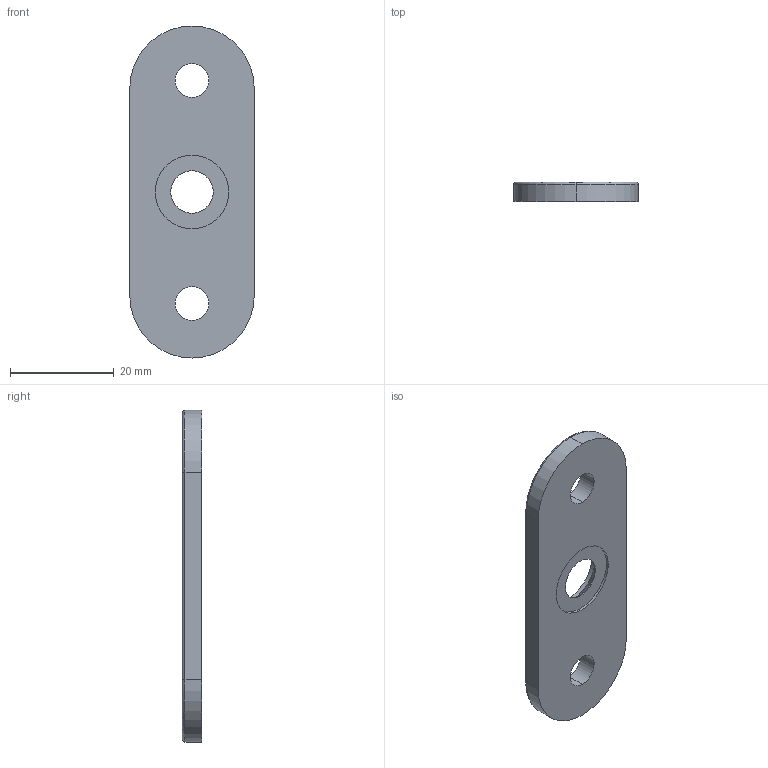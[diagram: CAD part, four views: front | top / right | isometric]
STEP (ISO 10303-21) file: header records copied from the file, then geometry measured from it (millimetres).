
FILE_DESCRIPTION (( 'STEP AP203' ), '1' );
FILE_NAME ('60180-240.step', '2019-03-20T12:34:38', ( '' ), ( '' ), 'SwSTEP 2.0', 'SolidWorks 2015', '' );
FILE_SCHEMA (( 'CONFIG_CONTROL_DESIGN' ));
Length unit declared in the file: millimetre
Products named in the file (1): 60180-240
Bounding box: 24 x 3.7 x 64 mm (x, y, z)
Volume: 4590.9 mm3; surface area: 3373.4 mm2
Topology: 1 solids, 1 shells, 247 faces, 641 edges, 424 vertices
Faces by surface type: plane 118, bspline 107, cylinder 16, torus 4, cone 2
Entity records: 13772 total; most frequent: CARTESIAN_POINT 8332, ORIENTED_EDGE 1282, DIRECTION 747, EDGE_CURVE 641, VERTEX_POINT 424, LINE 389, VECTOR 389, EDGE_LOOP 281
